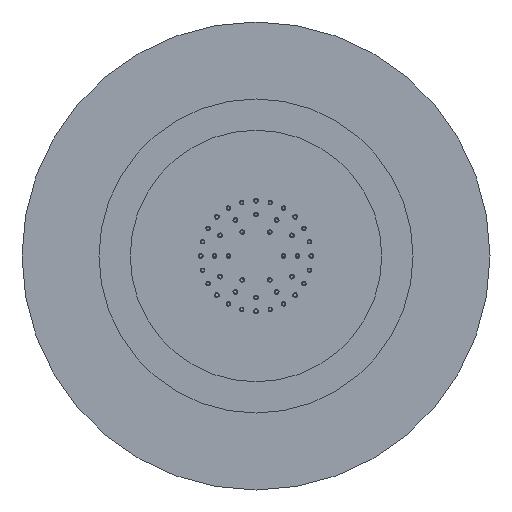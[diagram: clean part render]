
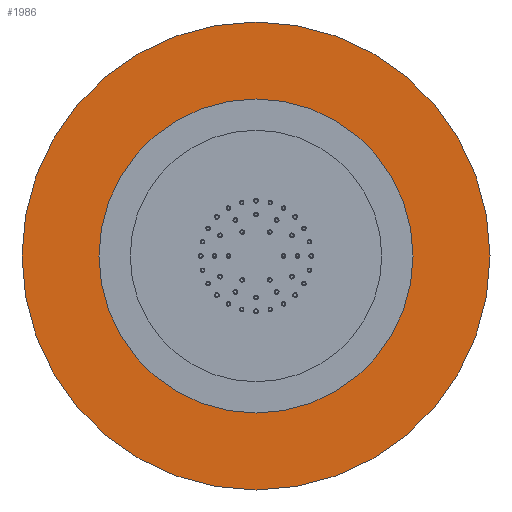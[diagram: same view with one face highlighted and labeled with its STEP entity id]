
A CAD part, front view. The second image highlights one B-rep face of the part: STEP entity #1986.
In plain terms, the highlighted planar face has unit normal (0, -1, 0).
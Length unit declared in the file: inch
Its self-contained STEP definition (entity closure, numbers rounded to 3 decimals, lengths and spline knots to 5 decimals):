
#30 = ORIENTED_EDGE ( 'NONE', *, *, #738, .T. ) ;
#53 = CARTESIAN_POINT ( 'NONE',  ( 0., 0.5, 0. ) ) ;
#90 = CIRCLE ( 'NONE', #10904, 3. ) ;
#738 = EDGE_CURVE ( 'NONE', #6527, #5982, #3219, .T. ) ;
#843 = FACE_BOUND ( 'NONE', #2885, .T. ) ;
#1015 = EDGE_LOOP ( 'NONE', ( #2826, #5618 ) ) ;
#1869 = AXIS2_PLACEMENT_3D ( 'NONE', #6062, #2054, #3008 ) ;
#1986 = ADVANCED_FACE ( 'NONE', ( #843, #4272 ), #4327, .F. ) ;
#2054 = DIRECTION ( 'NONE',  ( 0., 1., 0. ) ) ;
#2217 = CIRCLE ( 'NONE', #1869, 3. ) ;
#2406 = CARTESIAN_POINT ( 'NONE',  ( 0., 0.5, -2.013 ) ) ;
#2578 = DIRECTION ( 'NONE',  ( 0., 0., 1. ) ) ;
#2701 = EDGE_CURVE ( 'NONE', #6101, #8443, #90, .T. ) ;
#2826 = ORIENTED_EDGE ( 'NONE', *, *, #8865, .F. ) ;
#2828 = ORIENTED_EDGE ( 'NONE', *, *, #8650, .T. ) ;
#2885 = EDGE_LOOP ( 'NONE', ( #2828, #30 ) ) ;
#3008 = DIRECTION ( 'NONE',  ( -1., 0., 0. ) ) ;
#3107 = CIRCLE ( 'NONE', #7990, 2.013 ) ;
#3219 = CIRCLE ( 'NONE', #7763, 2.013 ) ;
#3476 = DIRECTION ( 'NONE',  ( 0., 0., 1. ) ) ;
#3532 = DIRECTION ( 'NONE',  ( 0., 1., 0. ) ) ;
#3916 = CARTESIAN_POINT ( 'NONE',  ( 0., 0.5, 0. ) ) ;
#3961 = DIRECTION ( 'NONE',  ( 0., 0., 1. ) ) ;
#4272 = FACE_OUTER_BOUND ( 'NONE', #1015, .T. ) ;
#4327 = PLANE ( 'NONE',  #6911 ) ;
#5324 = CARTESIAN_POINT ( 'NONE',  ( 0., 0.5, 2.013 ) ) ;
#5618 = ORIENTED_EDGE ( 'NONE', *, *, #2701, .F. ) ;
#5982 = VERTEX_POINT ( 'NONE', #5324 ) ;
#6062 = CARTESIAN_POINT ( 'NONE',  ( 0., 0.5, 0. ) ) ;
#6101 = VERTEX_POINT ( 'NONE', #8192 ) ;
#6527 = VERTEX_POINT ( 'NONE', #2406 ) ;
#6818 = DIRECTION ( 'NONE',  ( 0., 1., 0. ) ) ;
#6911 = AXIS2_PLACEMENT_3D ( 'NONE', #53, #3532, #3476 ) ;
#7374 = DIRECTION ( 'NONE',  ( 0., 1., 0. ) ) ;
#7763 = AXIS2_PLACEMENT_3D ( 'NONE', #10434, #6818, #2578 ) ;
#7990 = AXIS2_PLACEMENT_3D ( 'NONE', #3916, #7374, #3961 ) ;
#8192 = CARTESIAN_POINT ( 'NONE',  ( 3., 0.5, 0. ) ) ;
#8209 = CARTESIAN_POINT ( 'NONE',  ( 0., 0.5, 0. ) ) ;
#8371 = DIRECTION ( 'NONE',  ( -1., 0., 0. ) ) ;
#8443 = VERTEX_POINT ( 'NONE', #9063 ) ;
#8650 = EDGE_CURVE ( 'NONE', #5982, #6527, #3107, .T. ) ;
#8865 = EDGE_CURVE ( 'NONE', #8443, #6101, #2217, .T. ) ;
#9063 = CARTESIAN_POINT ( 'NONE',  ( -3., 0.5, 0. ) ) ;
#10434 = CARTESIAN_POINT ( 'NONE',  ( 0., 0.5, 0. ) ) ;
#10814 = DIRECTION ( 'NONE',  ( 0., 1., 0. ) ) ;
#10904 = AXIS2_PLACEMENT_3D ( 'NONE', #8209, #10814, #8371 ) ;
